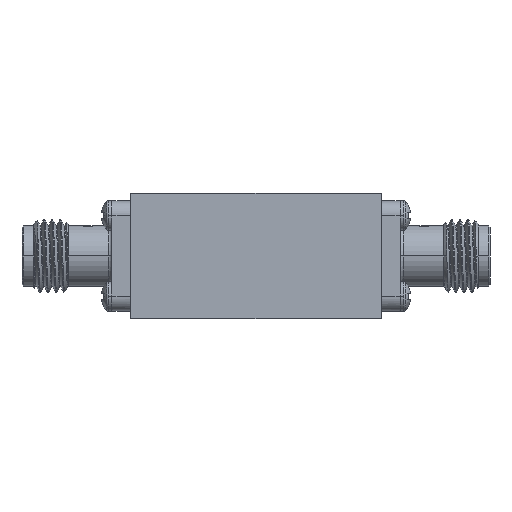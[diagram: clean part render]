
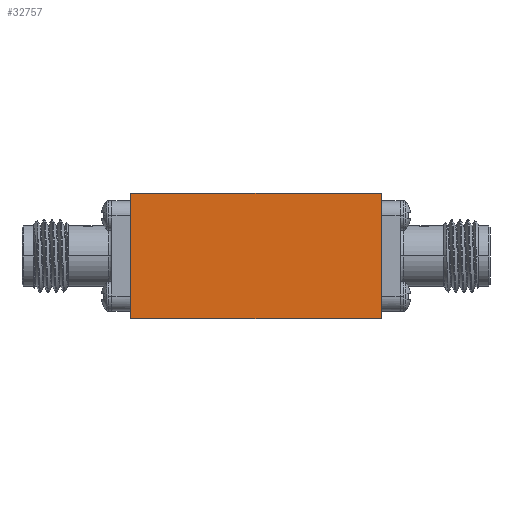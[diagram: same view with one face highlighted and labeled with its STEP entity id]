
A CAD part, left-side view. The second image highlights one B-rep face of the part: STEP entity #32757.
In plain terms, the highlighted planar face has unit normal (-1, 0, 0).
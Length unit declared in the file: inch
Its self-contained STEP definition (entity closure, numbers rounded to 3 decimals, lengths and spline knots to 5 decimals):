
#87 = DIRECTION ( 'NONE',  ( 0., -1., 0. ) ) ;
#2408 = CARTESIAN_POINT ( 'NONE',  ( -0.68307, -0.43307, -0.21654 ) ) ;
#3331 = LINE ( 'NONE', #22801, #10297 ) ;
#3431 = DIRECTION ( 'NONE',  ( 0., -1., 0. ) ) ;
#4740 = EDGE_CURVE ( 'NONE', #6571, #15121, #3331, .T. ) ;
#4928 = LINE ( 'NONE', #21481, #14050 ) ;
#6104 = CARTESIAN_POINT ( 'NONE',  ( -0.68307, -0.43307, 0.21654 ) ) ;
#6214 = CARTESIAN_POINT ( 'NONE',  ( -0.68307, 0.43307, -0.21654 ) ) ;
#6571 = VERTEX_POINT ( 'NONE', #14565 ) ;
#8643 = CARTESIAN_POINT ( 'NONE',  ( -0.68307, -0.43307, 0.21654 ) ) ;
#10297 = VECTOR ( 'NONE', #19718, 39.37008 ) ;
#11753 = DIRECTION ( 'NONE',  ( 0., 1., 0. ) ) ;
#12259 = VECTOR ( 'NONE', #3431, 39.37008 ) ;
#13800 = AXIS2_PLACEMENT_3D ( 'NONE', #6104, #16353, #11753 ) ;
#14050 = VECTOR ( 'NONE', #31868, 39.37008 ) ;
#14461 = ORIENTED_EDGE ( 'NONE', *, *, #4740, .T. ) ;
#14565 = CARTESIAN_POINT ( 'NONE',  ( -0.68307, 0.43307, 0.21654 ) ) ;
#14637 = EDGE_CURVE ( 'NONE', #15121, #19744, #16292, .T. ) ;
#14899 = CARTESIAN_POINT ( 'NONE',  ( -0.68307, -0.43307, 0.21654 ) ) ;
#15121 = VERTEX_POINT ( 'NONE', #6214 ) ;
#16292 = LINE ( 'NONE', #32838, #34369 ) ;
#16353 = DIRECTION ( 'NONE',  ( 1., 0., 0. ) ) ;
#16559 = ORIENTED_EDGE ( 'NONE', *, *, #14637, .T. ) ;
#16881 = ORIENTED_EDGE ( 'NONE', *, *, #20500, .F. ) ;
#17180 = EDGE_CURVE ( 'NONE', #23780, #19744, #4928, .T. ) ;
#18822 = EDGE_LOOP ( 'NONE', ( #16559, #24311, #16881, #14461 ) ) ;
#19718 = DIRECTION ( 'NONE',  ( 0., 0., -1. ) ) ;
#19744 = VERTEX_POINT ( 'NONE', #2408 ) ;
#20500 = EDGE_CURVE ( 'NONE', #6571, #23780, #34360, .T. ) ;
#21481 = CARTESIAN_POINT ( 'NONE',  ( -0.68307, -0.43307, 0.21654 ) ) ;
#21804 = FACE_OUTER_BOUND ( 'NONE', #18822, .T. ) ;
#22801 = CARTESIAN_POINT ( 'NONE',  ( -0.68307, 0.43307, 0.21654 ) ) ;
#23780 = VERTEX_POINT ( 'NONE', #8643 ) ;
#24311 = ORIENTED_EDGE ( 'NONE', *, *, #17180, .F. ) ;
#31868 = DIRECTION ( 'NONE',  ( 0., 0., -1. ) ) ;
#32757 = ADVANCED_FACE ( 'NONE', ( #21804 ), #33752, .F. ) ;
#32838 = CARTESIAN_POINT ( 'NONE',  ( -0.68307, -0.43307, -0.21654 ) ) ;
#33752 = PLANE ( 'NONE',  #13800 ) ;
#34360 = LINE ( 'NONE', #14899, #12259 ) ;
#34369 = VECTOR ( 'NONE', #87, 39.37008 ) ;
